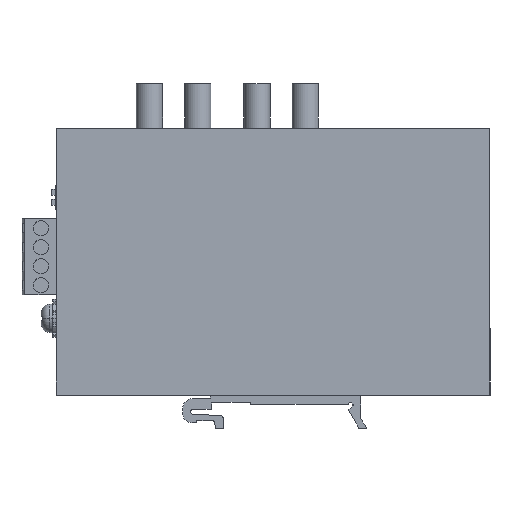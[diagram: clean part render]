
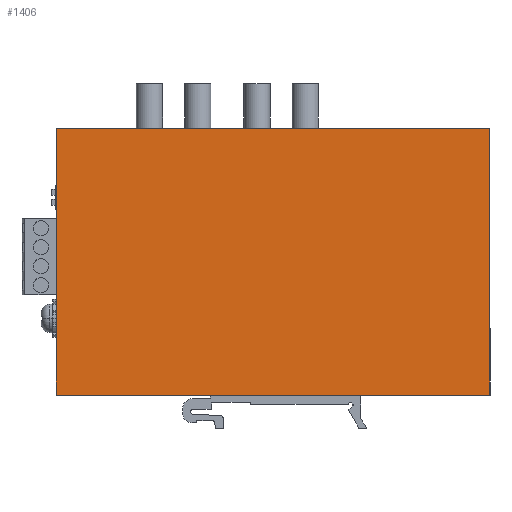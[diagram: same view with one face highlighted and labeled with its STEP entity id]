
A CAD part, left-side view. The second image highlights one B-rep face of the part: STEP entity #1406.
In plain terms, the highlighted planar face has unit normal (-1, 0, 0).
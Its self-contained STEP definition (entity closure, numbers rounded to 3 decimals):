
#1386=AXIS2_PLACEMENT_3D('Plane Axis2P3D',#1383,#1384,#1385) ;
#1262=CARTESIAN_POINT('Vertex',(0.,0.,8.8)) ;
#1267=CARTESIAN_POINT('Line Origine',(0.,57.,8.8)) ;
#1271=CARTESIAN_POINT('Vertex',(0.,114.,8.8)) ;
#1367=CARTESIAN_POINT('Vertex',(0.,0.,78.8)) ;
#1370=CARTESIAN_POINT('Line Origine',(0.,0.,43.8)) ;
#1383=CARTESIAN_POINT('Axis2P3D Location',(0.,-1.,77.8)) ;
#1388=CARTESIAN_POINT('Line Origine',(0.,57.,78.8)) ;
#1392=CARTESIAN_POINT('Vertex',(0.,114.,78.8)) ;
#1395=CARTESIAN_POINT('Line Origine',(0.,114.,43.8)) ;
#1268=DIRECTION('Vector Direction',(0.,1.,0.)) ;
#1371=DIRECTION('Vector Direction',(0.,0.,-1.)) ;
#1384=DIRECTION('Axis2P3D Direction',(1.,0.,0.)) ;
#1385=DIRECTION('Axis2P3D XDirection',(0.,-1.,0.)) ;
#1389=DIRECTION('Vector Direction',(0.,-1.,0.)) ;
#1396=DIRECTION('Vector Direction',(0.,0.,-1.)) ;
#1269=VECTOR('Line Direction',#1268,1.) ;
#1372=VECTOR('Line Direction',#1371,1.) ;
#1390=VECTOR('Line Direction',#1389,1.) ;
#1397=VECTOR('Line Direction',#1396,1.) ;
#1401=ORIENTED_EDGE('',*,*,#1374,.F.) ;
#1402=ORIENTED_EDGE('',*,*,#1394,.T.) ;
#1403=ORIENTED_EDGE('',*,*,#1399,.F.) ;
#1404=ORIENTED_EDGE('',*,*,#1273,.T.) ;
#1406=ADVANCED_FACE('SWITCH',(#1405),#1387,.F.) ;
#1273=EDGE_CURVE('',#1272,#1263,#1270,.F.) ;
#1374=EDGE_CURVE('',#1368,#1263,#1373,.T.) ;
#1394=EDGE_CURVE('',#1368,#1393,#1391,.F.) ;
#1399=EDGE_CURVE('',#1272,#1393,#1398,.F.) ;
#1400=EDGE_LOOP('',(#1401,#1402,#1403,#1404)) ;
#1405=FACE_OUTER_BOUND('',#1400,.T.) ;
#1270=LINE('Line',#1267,#1269) ;
#1373=LINE('Line',#1370,#1372) ;
#1391=LINE('Line',#1388,#1390) ;
#1398=LINE('Line',#1395,#1397) ;
#1387=PLANE('',#1386) ;
#1263=VERTEX_POINT('',#1262) ;
#1272=VERTEX_POINT('',#1271) ;
#1368=VERTEX_POINT('',#1367) ;
#1393=VERTEX_POINT('',#1392) ;
